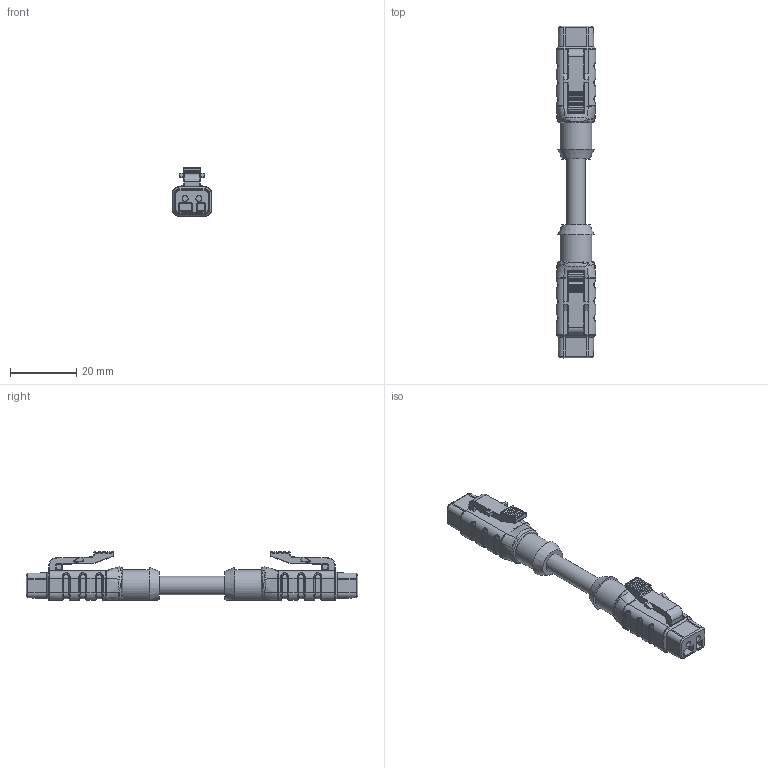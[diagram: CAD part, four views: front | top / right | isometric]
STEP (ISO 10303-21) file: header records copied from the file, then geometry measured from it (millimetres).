
FILE_DESCRIPTION(/* description */ (''),/* implementation_level */ '2;1');
FILE_NAME(/* name */ '5045239_Verbindungsleitung_STEP_assy.stp',/* time_stamp */ '2024-12-18T08:06:32+01:00',/* author */ ('ESCHA GmbH & Co. KG'),/* organization */ ('ESCHA GmbH & Co. KG'),/* preprocessor_version */ 'ST-DEVELOPER v19.4',/* originating_system */ 'SIEMENS PLM Software NX2212.8702',/* authorisation */ '');
FILE_SCHEMA (('AUTOMOTIVE_DESIGN { 1 0 10303 214 3 1 1 1 }'));
Length unit declared in the file: millimetre
Products named in the file (1): 5045239_Verbindungsleitung_STEP_assy
Bounding box: 12 x 100.1 x 14.77 mm (x, y, z)
Volume: 7745.9 mm3; surface area: 4558 mm2
Topology: 1 solids, 1 shells, 1156 faces, 2719 edges, 1522 vertices
Faces by surface type: cylinder 389, bspline 357, torus 184, plane 166, sphere 32, extrusion 24, cone 4
Full cylindrical faces by diameter (mm): 1.8 x4, 5.6 x1
Entity records: 40080 total; most frequent: CARTESIAN_POINT 16202, ORIENTED_EDGE 5308, DIRECTION 4652, EDGE_CURVE 2654, AXIS2_PLACEMENT_3D 1914, VERTEX_POINT 1518, EDGE_LOOP 1172, ADVANCED_FACE 1155
